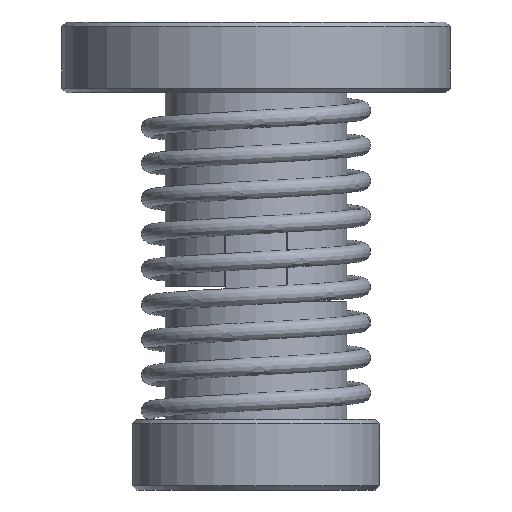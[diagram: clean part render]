
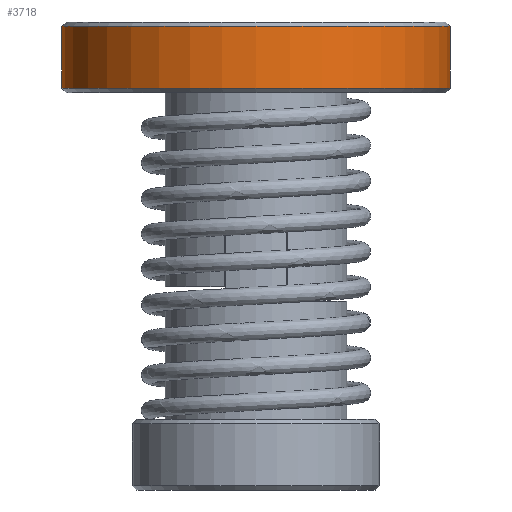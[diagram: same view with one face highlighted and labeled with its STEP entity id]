
A CAD part, front view. The second image highlights one B-rep face of the part: STEP entity #3718.
In plain terms, the highlighted cylindrical face has radius 11 mm (diameter 22 mm), a full revolution.
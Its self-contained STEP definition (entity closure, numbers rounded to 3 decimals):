
#213=FACE_OUTER_BOUND('',#419,.T.);
#419=EDGE_LOOP('',(#2862,#2863,#2864,#2865));
#568=CIRCLE('',#3967,11.);
#570=CIRCLE('',#3970,11.);
#1032=LINE('',#11555,#1215);
#1215=VECTOR('',#4442,11.);
#1536=VERTEX_POINT('',#11547);
#1538=VERTEX_POINT('',#11553);
#2033=EDGE_CURVE('',#1536,#1536,#568,.T.);
#2036=EDGE_CURVE('',#1538,#1538,#570,.T.);
#2037=EDGE_CURVE('',#1538,#1536,#1032,.T.);
#2862=ORIENTED_EDGE('',*,*,#2036,.F.);
#2863=ORIENTED_EDGE('',*,*,#2037,.T.);
#2864=ORIENTED_EDGE('',*,*,#2033,.F.);
#2865=ORIENTED_EDGE('',*,*,#2037,.F.);
#3565=CYLINDRICAL_SURFACE('',#3969,11.);
#3718=ADVANCED_FACE('',(#213),#3565,.T.);
#3967=AXIS2_PLACEMENT_3D('',#11548,#4433,#4434);
#3969=AXIS2_PLACEMENT_3D('',#11552,#4438,#4439);
#3970=AXIS2_PLACEMENT_3D('',#11554,#4440,#4441);
#4433=DIRECTION('center_axis',(0.,0.,-1.));
#4434=DIRECTION('ref_axis',(1.,0.,0.));
#4438=DIRECTION('center_axis',(0.,0.,1.));
#4439=DIRECTION('ref_axis',(1.,0.,0.));
#4440=DIRECTION('center_axis',(0.,0.,1.));
#4441=DIRECTION('ref_axis',(1.,0.,0.));
#4442=DIRECTION('',(0.,0.,-1.));
#11547=CARTESIAN_POINT('',(-11.,0.,0.25));
#11548=CARTESIAN_POINT('Origin',(0.,0.,0.25));
#11552=CARTESIAN_POINT('Origin',(0.,0.,0.));
#11553=CARTESIAN_POINT('',(-11.,0.,3.75));
#11554=CARTESIAN_POINT('Origin',(0.,0.,3.75));
#11555=CARTESIAN_POINT('',(-11.,0.,0.));
